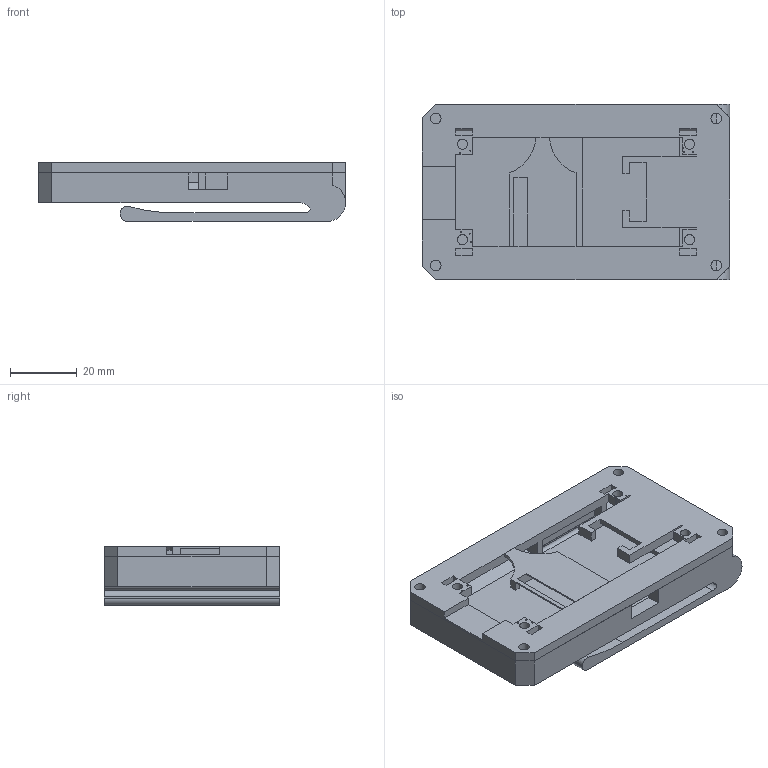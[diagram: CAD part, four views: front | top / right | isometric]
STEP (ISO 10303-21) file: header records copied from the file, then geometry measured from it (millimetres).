
FILE_DESCRIPTION(/* description */ ('','CAx-IF Rec.Pracs.---Representation and Presentation of Product Manufacturing Information (PMI)---4.0---2014-10-13'),/* implementation_level */ '2;1');
FILE_NAME(/* name */ 'UWB_clip_mount.step',/* time_stamp */ '2025-03-16T20:08:36-05:00',/* author */ (''),/* organization */ (''),/* preprocessor_version */ 'ST-DEVELOPER v20',/* originating_system */ 'Autodesk Translation Framework v13.20.0.188',/* authorisation */ '');
FILE_SCHEMA (('AP242_MANAGED_MODEL_BASED_3D_ENGINEERING_MIM_LF { 1 0 10303 442 1 1 4 }'));
Length unit declared in the file: millimetre
Products named in the file (3): loose frame; mounting layer; back plate
Assembly tree (2 placements, depth 2):
  loose frame
    mounting layer
    back plate
Bounding box: 92 x 52.6 x 17.55 mm (x, y, z)
Volume: 34475.9 mm3; surface area: 30439.5 mm2
Topology: 2 solids, 2 shells, 207 faces, 604 edges, 400 vertices
Faces by surface type: plane 157, cylinder 50
Full cylindrical faces by diameter (mm): 0.305 x7, 3 x4, 3.2 x6, 4.1 x4
Entity records: 7078 total; most frequent: CARTESIAN_POINT 1267, ORIENTED_EDGE 1208, DIRECTION 1124, EDGE_CURVE 604, LINE 498, VECTOR 498, VERTEX_POINT 400, AXIS2_PLACEMENT_3D 313
